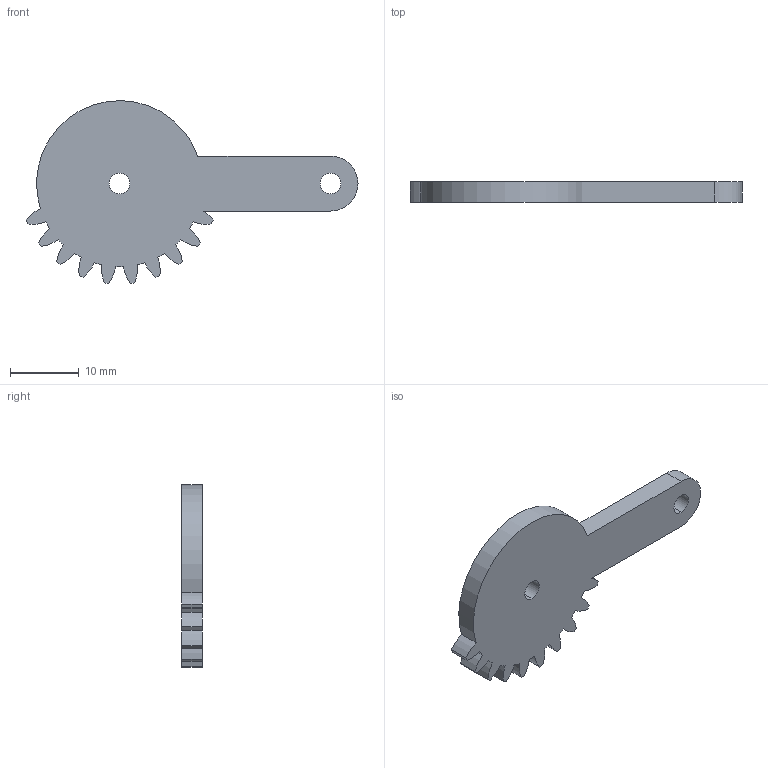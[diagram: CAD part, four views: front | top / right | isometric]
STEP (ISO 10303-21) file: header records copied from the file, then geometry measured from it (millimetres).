
FILE_DESCRIPTION (( 'STEP AP203' ), '1' );
FILE_NAME ('Gear 1_Default_sldprt.STEP', '2018-08-27T18:23:19', ( '' ), ( '' ), 'SwSTEP 2.0', 'SolidWorks 2014', '' );
FILE_SCHEMA (( 'CONFIG_CONTROL_DESIGN' ));
Length unit declared in the file: millimetre
Products named in the file (1): Gear 1_Default_sldprt
Bounding box: 48.38 x 3 x 26.63 mm (x, y, z)
Volume: 1984.5 mm3; surface area: 1851.7 mm2
Topology: 1 solids, 1 shells, 52 faces, 150 edges, 100 vertices
Faces by surface type: cylinder 48, plane 4
Entity records: 1855 total; most frequent: DIRECTION 352, CARTESIAN_POINT 303, ORIENTED_EDGE 300, EDGE_CURVE 150, AXIS2_PLACEMENT_3D 149, VERTEX_POINT 100, CIRCLE 96, EDGE_LOOP 56
